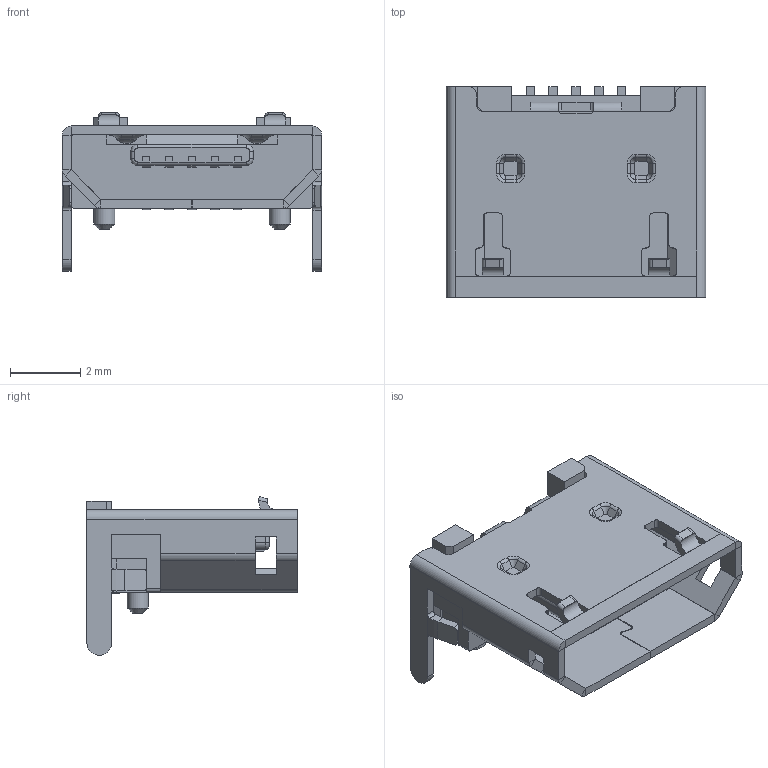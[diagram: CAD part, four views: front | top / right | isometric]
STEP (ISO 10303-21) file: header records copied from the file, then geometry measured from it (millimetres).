
FILE_DESCRIPTION(/* description */ (''),/* implementation_level */ '2;1');
FILE_NAME(/* name */ 'Würth 629105150521 Micro USB Connector Right Amgle Receptacle.step',/* time_stamp */ '2022-08-19T23:26:59+03:00',/* author */ (''),/* organization */ (''),/* preprocessor_version */ 'ST-DEVELOPER v19',/* originating_system */ 'Autodesk Translation Framework v11.7.0.108',/* authorisation */ '');
FILE_SCHEMA (('AUTOMOTIVE_DESIGN { 1 0 10303 214 3 1 1 }'));
Length unit declared in the file: millimetre
Products named in the file (6): Würth 629105150521 Micro USB Connector Right Amgle Receptacle; Würth 629105150521 Micro USB (Housing); Würth 629105150521 Micro USB (Inner Shield); Würth 629105150521 Micro USB (Outer Shield); Würth 629105150521 Micro USB ( Contact 1,2,4,5); Würth 629105150521 Micro USB ( Contact 3)
Assembly tree (8 placements, depth 2):
  Würth 629105150521 Micro USB Connector Right Amgle Receptacle
    Würth 629105150521 Micro USB (Housing)
    Würth 629105150521 Micro USB (Inner Shield)
    Würth 629105150521 Micro USB (Outer Shield)
    Würth 629105150521 Micro USB ( Contact 1,2,4,5)  x4
    Würth 629105150521 Micro USB ( Contact 3)
Bounding box: 7.4 x 6 x 4.53 mm (x, y, z)
Volume: 57 mm3; surface area: 359.4 mm2
Topology: 9 solids, 9 shells, 567 faces, 1582 edges, 1007 vertices
Faces by surface type: plane 375, cylinder 150, torus 16, cone 14, bspline 12
Full cylindrical faces by diameter (mm): 0.6 x2
Entity records: 17195 total; most frequent: CARTESIAN_POINT 3686, ORIENTED_EDGE 2858, DIRECTION 2714, EDGE_CURVE 1429, LINE 1076, VECTOR 1076, VERTEX_POINT 905, AXIS2_PLACEMENT_3D 819
